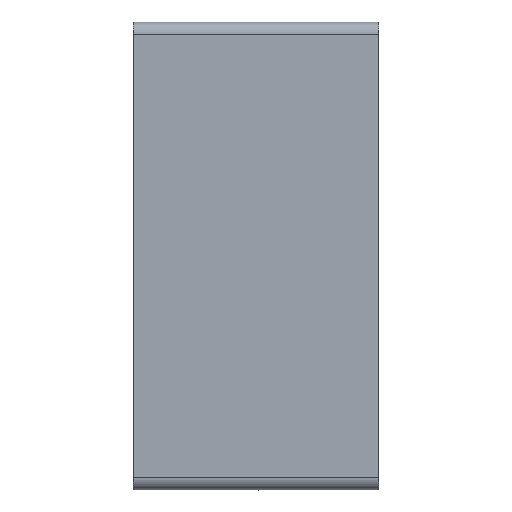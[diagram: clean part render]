
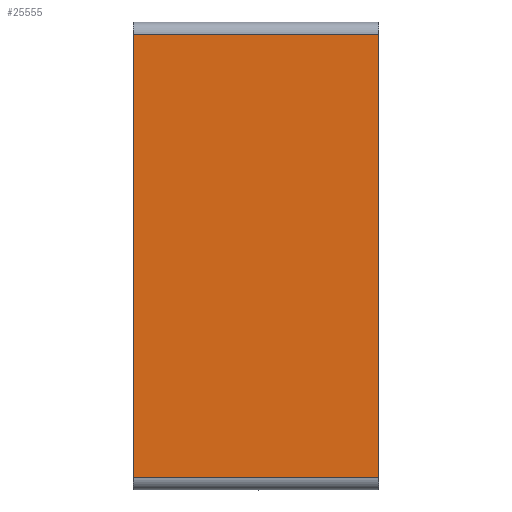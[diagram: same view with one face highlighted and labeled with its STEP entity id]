
A CAD part, left-side view. The second image highlights one B-rep face of the part: STEP entity #25555.
In plain terms, the highlighted planar face has unit normal (-1, 0, 0).
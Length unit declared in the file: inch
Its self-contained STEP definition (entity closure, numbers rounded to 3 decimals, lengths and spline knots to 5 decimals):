
#178 = ORIENTED_EDGE ( 'NONE', *, *, #27305, .T. ) ;
#877 = VECTOR ( 'NONE', #8817, 39.37008 ) ;
#1032 = CARTESIAN_POINT ( 'NONE',  ( -8.68724, 0.47858, -4.7049 ) ) ;
#1877 = VECTOR ( 'NONE', #20989, 39.37008 ) ;
#2207 = PLANE ( 'NONE',  #12316 ) ;
#2589 = LINE ( 'NONE', #20302, #8190 ) ;
#4074 = VECTOR ( 'NONE', #24948, 39.37008 ) ;
#4749 = EDGE_LOOP ( 'NONE', ( #15632, #178, #16472, #13729 ) ) ;
#6562 = VERTEX_POINT ( 'NONE', #26751 ) ;
#6991 = DIRECTION ( 'NONE',  ( 0., 0., -1. ) ) ;
#7575 = EDGE_CURVE ( 'NONE', #6562, #13263, #17585, .T. ) ;
#8190 = VECTOR ( 'NONE', #6991, 39.37008 ) ;
#8586 = LINE ( 'NONE', #14022, #4074 ) ;
#8620 = EDGE_CURVE ( 'NONE', #21706, #6562, #26668, .T. ) ;
#8817 = DIRECTION ( 'NONE',  ( 0., 1., 0. ) ) ;
#12316 = AXIS2_PLACEMENT_3D ( 'NONE', #20051, #18004, #20144 ) ;
#13263 = VERTEX_POINT ( 'NONE', #14188 ) ;
#13729 = ORIENTED_EDGE ( 'NONE', *, *, #7575, .T. ) ;
#14022 = CARTESIAN_POINT ( 'NONE',  ( -8.68724, -0.11192, -4.7049 ) ) ;
#14188 = CARTESIAN_POINT ( 'NONE',  ( -8.68724, 0.47858, -2.57222 ) ) ;
#15261 = CARTESIAN_POINT ( 'NONE',  ( -8.68724, -0.11192, -2.57222 ) ) ;
#15632 = ORIENTED_EDGE ( 'NONE', *, *, #28846, .T. ) ;
#16432 = VERTEX_POINT ( 'NONE', #1032 ) ;
#16472 = ORIENTED_EDGE ( 'NONE', *, *, #8620, .T. ) ;
#17585 = LINE ( 'NONE', #15261, #877 ) ;
#18004 = DIRECTION ( 'NONE',  ( -1., 0., 0. ) ) ;
#18271 = CARTESIAN_POINT ( 'NONE',  ( -8.68724, -0.70242, -3.63856 ) ) ;
#19763 = CARTESIAN_POINT ( 'NONE',  ( -8.68724, -0.70242, -4.7049 ) ) ;
#20051 = CARTESIAN_POINT ( 'NONE',  ( -8.68724, -0.70242, -2.57222 ) ) ;
#20144 = DIRECTION ( 'NONE',  ( 0., 1., 0. ) ) ;
#20302 = CARTESIAN_POINT ( 'NONE',  ( -8.68724, 0.47858, -2.57222 ) ) ;
#20989 = DIRECTION ( 'NONE',  ( 0., 0., 1. ) ) ;
#21706 = VERTEX_POINT ( 'NONE', #19763 ) ;
#23999 = FACE_OUTER_BOUND ( 'NONE', #4749, .T. ) ;
#24948 = DIRECTION ( 'NONE',  ( 0., -1., 0. ) ) ;
#25555 = ADVANCED_FACE ( 'NONE', ( #23999 ), #2207, .T. ) ;
#26668 = LINE ( 'NONE', #18271, #1877 ) ;
#26751 = CARTESIAN_POINT ( 'NONE',  ( -8.68724, -0.70242, -2.57222 ) ) ;
#27305 = EDGE_CURVE ( 'NONE', #16432, #21706, #8586, .T. ) ;
#28846 = EDGE_CURVE ( 'NONE', #13263, #16432, #2589, .T. ) ;
